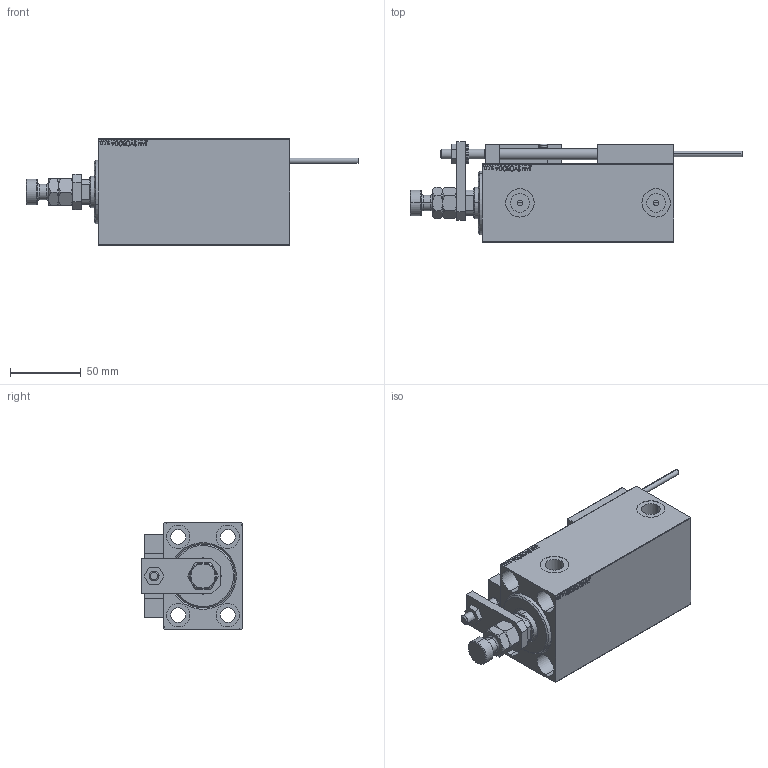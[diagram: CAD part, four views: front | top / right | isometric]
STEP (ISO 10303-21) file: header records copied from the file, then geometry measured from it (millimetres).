
FILE_DESCRIPTION (( 'STEP AP203' ), '1' );
FILE_NAME ('f884.STEP', '2021-11-01T15:52:27', ( '' ), ( '' ), 'SwSTEP 2.0', 'SolidWorks 2019', '' );
FILE_SCHEMA (( 'CONFIG_CONTROL_DESIGN' ));
Length unit declared in the file: millimetre
Products named in the file (16): ZARAZKA c6076c9e8396df80cd2f83ccfad9e861; Block c6076c9e8396df80cd2f83ccfad9e861; MAGNET c6076c9e8396df80cd2f83ccfad9e861; ALLEN BOLT D5 c6076c9e8396df80cd2f83ccfad9e861; V450CM_C_VCP c6076c9e8396df80cd2f83ccfad9e861; NUT_D12 c6076c9e8396df80cd2f83ccfad9e861; KONCOVKA c6076c9e8396df80cd2f83ccfad9e861; SWITCH X c6076c9e8396df80cd2f83ccfad9e861; SWITCH DIM B,W c6076c9e8396df80cd2f83ccfad9e861; TYC_L79 c6076c9e8396df80cd2f83ccfad9e861; V450CM_VC_B c6076c9e8396df80cd2f83ccfad9e861; f884; V450CM_C c6076c9e8396df80cd2f83ccfad9e861; X_Y_MFA c6076c9e8396df80cd2f83ccfad9e861; ALLEN BOLT D8 c6076c9e8396df80cd2f83ccfad9e861; SWITCH_X_FRONT_BACK c6076c9e8396df80cd2f83ccfad9e861
Assembly tree (25 placements, depth 3):
  f884
    V450CM_C c6076c9e8396df80cd2f83ccfad9e861
    SWITCH X c6076c9e8396df80cd2f83ccfad9e861
      SWITCH_X_FRONT_BACK c6076c9e8396df80cd2f83ccfad9e861  x2
      TYC_L79 c6076c9e8396df80cd2f83ccfad9e861
      Block c6076c9e8396df80cd2f83ccfad9e861  x2
      ALLEN BOLT D5 c6076c9e8396df80cd2f83ccfad9e861  x4
      ALLEN BOLT D8 c6076c9e8396df80cd2f83ccfad9e861  x4
      MAGNET c6076c9e8396df80cd2f83ccfad9e861  x2
      KONCOVKA c6076c9e8396df80cd2f83ccfad9e861  x2
    NUT_D12 c6076c9e8396df80cd2f83ccfad9e861
    SWITCH DIM B,W c6076c9e8396df80cd2f83ccfad9e861
    ZARAZKA c6076c9e8396df80cd2f83ccfad9e861
    V450CM_C_VCP c6076c9e8396df80cd2f83ccfad9e861
    V450CM_VC_B c6076c9e8396df80cd2f83ccfad9e861
    X_Y_MFA c6076c9e8396df80cd2f83ccfad9e861
Bounding box: 234 x 70.5 x 75 mm (x, y, z)
Volume: 521683 mm3; surface area: 125483.1 mm2
Topology: 24 solids, 24 shells, 1351 faces, 3220 edges, 2049 vertices
Faces by surface type: plane 581, bspline 380, cylinder 204, cone 134, torus 48, sphere 4
Entity records: 52578 total; most frequent: CARTESIAN_POINT 26760, ORIENTED_EDGE 5460, DIRECTION 3752, EDGE_CURVE 2730, VERTEX_POINT 1773, LINE 1522, VECTOR 1522, EDGE_LOOP 1269
